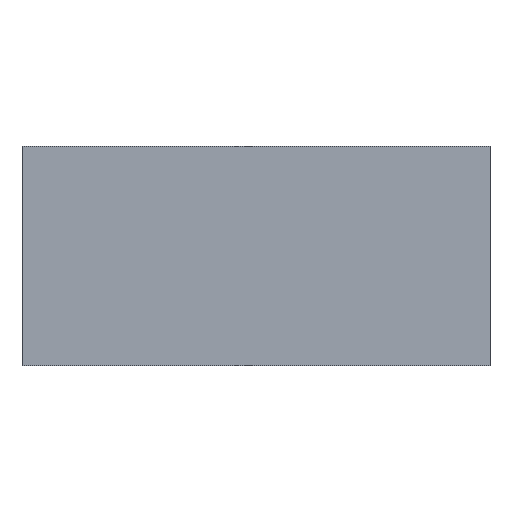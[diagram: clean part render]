
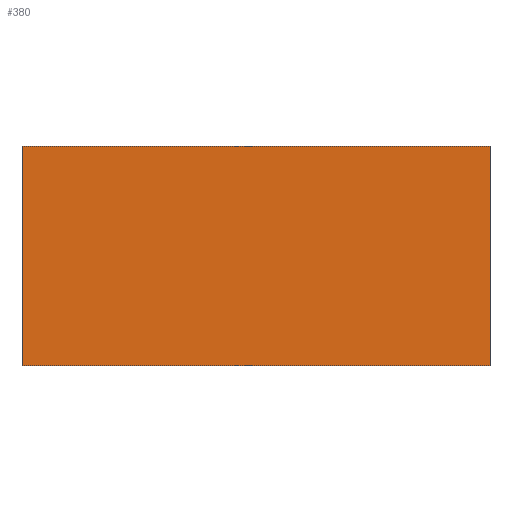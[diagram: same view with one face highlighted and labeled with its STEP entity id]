
A CAD part, front view. The second image highlights one B-rep face of the part: STEP entity #380.
In plain terms, the highlighted planar face has unit normal (0, -1, 0).
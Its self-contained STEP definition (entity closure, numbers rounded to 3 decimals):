
#17 = PLANE ( 'NONE',  #447 ) ;
#26 = DIRECTION ( 'NONE',  ( -1., 0., 0. ) ) ;
#29 = LINE ( 'NONE', #302, #78 ) ;
#49 = ORIENTED_EDGE ( 'NONE', *, *, #194, .F. ) ;
#50 = EDGE_CURVE ( 'NONE', #102, #429, #449, .T. ) ;
#78 = VECTOR ( 'NONE', #502, 1000. ) ;
#93 = CARTESIAN_POINT ( 'NONE',  ( -114., -5., -36. ) ) ;
#101 = DIRECTION ( 'NONE',  ( 1., 0., 0. ) ) ;
#102 = VERTEX_POINT ( 'NONE', #207 ) ;
#182 = CARTESIAN_POINT ( 'NONE',  ( 114., -5., -36. ) ) ;
#194 = EDGE_CURVE ( 'NONE', #429, #545, #262, .T. ) ;
#207 = CARTESIAN_POINT ( 'NONE',  ( -114., -5., -36. ) ) ;
#228 = CARTESIAN_POINT ( 'NONE',  ( 0., -5., 0. ) ) ;
#253 = DIRECTION ( 'NONE',  ( 0., 0., 1. ) ) ;
#262 = LINE ( 'NONE', #573, #644 ) ;
#279 = ORIENTED_EDGE ( 'NONE', *, *, #50, .F. ) ;
#282 = FACE_OUTER_BOUND ( 'NONE', #577, .T. ) ;
#302 = CARTESIAN_POINT ( 'NONE',  ( 114., -5., -36. ) ) ;
#316 = VECTOR ( 'NONE', #26, 1000. ) ;
#369 = ORIENTED_EDGE ( 'NONE', *, *, #584, .F. ) ;
#380 = ADVANCED_FACE ( 'NONE', ( #282 ), #17, .F. ) ;
#391 = CARTESIAN_POINT ( 'NONE',  ( 114., -5., 71. ) ) ;
#425 = ORIENTED_EDGE ( 'NONE', *, *, #613, .F. ) ;
#429 = VERTEX_POINT ( 'NONE', #539 ) ;
#447 = AXIS2_PLACEMENT_3D ( 'NONE', #228, #586, #591 ) ;
#449 = LINE ( 'NONE', #508, #535 ) ;
#502 = DIRECTION ( 'NONE',  ( 0., 0., -1. ) ) ;
#506 = VERTEX_POINT ( 'NONE', #182 ) ;
#508 = CARTESIAN_POINT ( 'NONE',  ( -114., -5., -36. ) ) ;
#535 = VECTOR ( 'NONE', #253, 1000. ) ;
#539 = CARTESIAN_POINT ( 'NONE',  ( -114., -5., 71. ) ) ;
#545 = VERTEX_POINT ( 'NONE', #391 ) ;
#563 = LINE ( 'NONE', #93, #316 ) ;
#573 = CARTESIAN_POINT ( 'NONE',  ( -114., -5., 71. ) ) ;
#577 = EDGE_LOOP ( 'NONE', ( #279, #425, #369, #49 ) ) ;
#584 = EDGE_CURVE ( 'NONE', #545, #506, #29, .T. ) ;
#586 = DIRECTION ( 'NONE',  ( 0., 1., 0. ) ) ;
#591 = DIRECTION ( 'NONE',  ( 0., 0., 1. ) ) ;
#613 = EDGE_CURVE ( 'NONE', #506, #102, #563, .T. ) ;
#644 = VECTOR ( 'NONE', #101, 1000. ) ;
